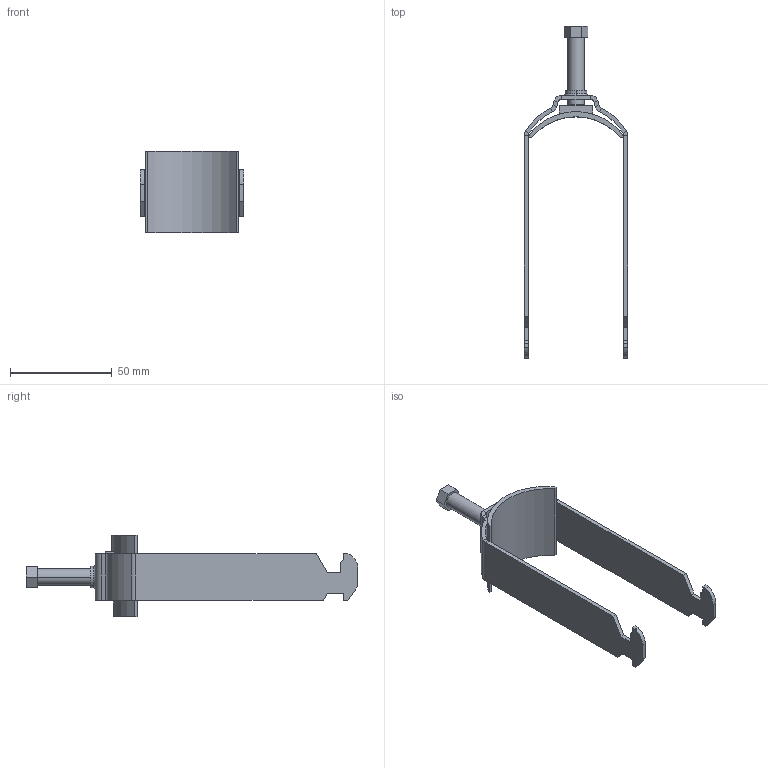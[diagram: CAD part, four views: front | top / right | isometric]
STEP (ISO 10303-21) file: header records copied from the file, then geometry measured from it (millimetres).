
FILE_DESCRIPTION (( 'STEP AP214' ), '1' );
FILE_NAME ('1161865.STEP', '2016-05-04T13:25:54', ( '' ), ( '' ), 'SwSTEP 2.0', 'SolidWorks 2014', '' );
FILE_SCHEMA (( 'AUTOMOTIVE_DESIGN' ));
Length unit declared in the file: millimetre
Products named in the file (5): EB104-08-02_Standard; EB104-00-04_Standard; EB104-00-03_Druckschraube - M8 x 33; EB104-08-01_2 fach; 1161865
Assembly tree (4 placements, depth 2):
  1161865
    EB104-08-01_2 fach
    EB104-00-03_Druckschraube - M8 x 33
    EB104-00-04_Standard
    EB104-08-02_Standard
Bounding box: 51 x 163 x 40 mm (x, y, z)
Volume: 19995.3 mm3; surface area: 20951.3 mm2
Topology: 4 solids, 4 shells, 233 faces, 577 edges, 357 vertices
Faces by surface type: plane 157, cylinder 54, torus 12, cone 10
Entity records: 7007 total; most frequent: CARTESIAN_POINT 1202, DIRECTION 1201, ORIENTED_EDGE 1150, EDGE_CURVE 575, LINE 409, VECTOR 409, AXIS2_PLACEMENT_3D 396, VERTEX_POINT 357
